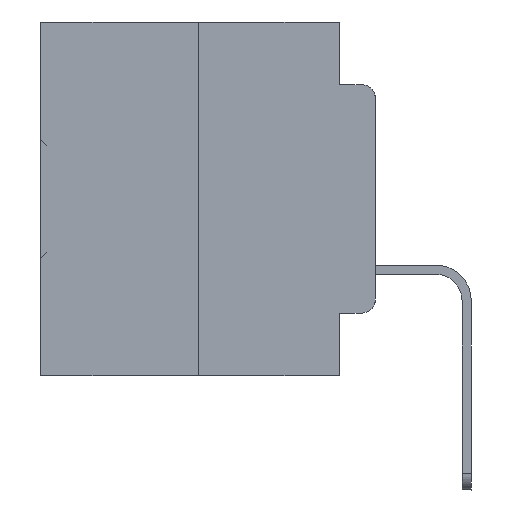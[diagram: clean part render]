
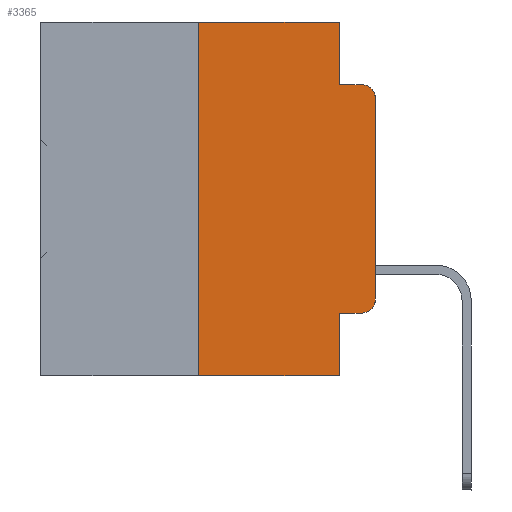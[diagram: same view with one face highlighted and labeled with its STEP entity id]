
A CAD part, left-side view. The second image highlights one B-rep face of the part: STEP entity #3365.
In plain terms, the highlighted planar face has unit normal (-1, 0, 0).
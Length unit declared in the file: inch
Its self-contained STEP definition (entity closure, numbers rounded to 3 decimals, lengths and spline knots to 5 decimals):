
#135 = CARTESIAN_POINT ( 'NONE',  ( 0., 0.02, -0.3915 ) ) ;
#416 = CARTESIAN_POINT ( 'NONE',  ( 0., 0.02, -0.0885 ) ) ;
#684 = VECTOR ( 'NONE', #31699, 39.37008 ) ;
#1219 = LINE ( 'NONE', #22903, #35425 ) ;
#1268 = DIRECTION ( 'NONE',  ( -1., 0., 0. ) ) ;
#1694 = CARTESIAN_POINT ( 'NONE',  ( 0., 0.25, -0.5 ) ) ;
#2933 = CARTESIAN_POINT ( 'NONE',  ( 0., 0., -0.1085 ) ) ;
#3157 = DIRECTION ( 'NONE',  ( 0., 0., -1. ) ) ;
#3365 = ADVANCED_FACE ( 'NONE', ( #19575 ), #33600, .F. ) ;
#3420 = VERTEX_POINT ( 'NONE', #14851 ) ;
#3804 = DIRECTION ( 'NONE',  ( 0., 0., -1. ) ) ;
#4074 = LINE ( 'NONE', #20642, #25667 ) ;
#5119 = VERTEX_POINT ( 'NONE', #32775 ) ;
#5636 = ORIENTED_EDGE ( 'NONE', *, *, #9417, .F. ) ;
#5863 = VERTEX_POINT ( 'NONE', #1694 ) ;
#6327 = EDGE_CURVE ( 'NONE', #5863, #29278, #24274, .T. ) ;
#6997 = VERTEX_POINT ( 'NONE', #15816 ) ;
#7260 = AXIS2_PLACEMENT_3D ( 'NONE', #11615, #36378, #28194 ) ;
#7617 = CARTESIAN_POINT ( 'NONE',  ( 0., 0.473, 0. ) ) ;
#8071 = ORIENTED_EDGE ( 'NONE', *, *, #31368, .F. ) ;
#8709 = DIRECTION ( 'NONE',  ( -1., 0., 0. ) ) ;
#8728 = CARTESIAN_POINT ( 'NONE',  ( 0., 0.473, -0.5 ) ) ;
#9417 = EDGE_CURVE ( 'NONE', #6997, #29278, #32521, .T. ) ;
#10316 = DIRECTION ( 'NONE',  ( 0., 0., 1. ) ) ;
#10801 = CARTESIAN_POINT ( 'NONE',  ( 0., 0.051, -0.0885 ) ) ;
#11583 = DIRECTION ( 'NONE',  ( 0., -1., 0. ) ) ;
#11598 = DIRECTION ( 'NONE',  ( 0., -1., 0. ) ) ;
#11615 = CARTESIAN_POINT ( 'NONE',  ( 0., 0.473, 0. ) ) ;
#13195 = VECTOR ( 'NONE', #35068, 39.37008 ) ;
#13503 = CIRCLE ( 'NONE', #32821, 0.02 ) ;
#14851 = CARTESIAN_POINT ( 'NONE',  ( 0., 0.25, 0. ) ) ;
#14990 = EDGE_CURVE ( 'NONE', #5863, #3420, #17013, .T. ) ;
#15201 = VERTEX_POINT ( 'NONE', #10801 ) ;
#15721 = CARTESIAN_POINT ( 'NONE',  ( 0., 0.02, -0.1085 ) ) ;
#15816 = CARTESIAN_POINT ( 'NONE',  ( 0., 0.051, -0.4115 ) ) ;
#17013 = LINE ( 'NONE', #21631, #22435 ) ;
#17137 = VECTOR ( 'NONE', #34102, 39.37008 ) ;
#17305 = ORIENTED_EDGE ( 'NONE', *, *, #18676, .F. ) ;
#17544 = EDGE_CURVE ( 'NONE', #25567, #20630, #26928, .T. ) ;
#18676 = EDGE_CURVE ( 'NONE', #15201, #35756, #1219, .T. ) ;
#19231 = ORIENTED_EDGE ( 'NONE', *, *, #14990, .F. ) ;
#19274 = DIRECTION ( 'NONE',  ( 0., -1., 0. ) ) ;
#19575 = FACE_OUTER_BOUND ( 'NONE', #21789, .T. ) ;
#20630 = VERTEX_POINT ( 'NONE', #21012 ) ;
#20642 = CARTESIAN_POINT ( 'NONE',  ( 0., 0.051, 0. ) ) ;
#20663 = LINE ( 'NONE', #7617, #29634 ) ;
#21012 = CARTESIAN_POINT ( 'NONE',  ( 0., 0., -0.3915 ) ) ;
#21631 = CARTESIAN_POINT ( 'NONE',  ( 0., 0.25, 0. ) ) ;
#21789 = EDGE_LOOP ( 'NONE', ( #36483, #35123, #17305, #8071, #29967, #19231, #37043, #5636, #34833, #28353 ) ) ;
#21822 = LINE ( 'NONE', #26426, #684 ) ;
#22435 = VECTOR ( 'NONE', #10316, 39.37008 ) ;
#22551 = CARTESIAN_POINT ( 'NONE',  ( 0., 0.02, -0.4115 ) ) ;
#22903 = CARTESIAN_POINT ( 'NONE',  ( 0., 0.051, -0.0885 ) ) ;
#23412 = LINE ( 'NONE', #25068, #17137 ) ;
#24274 = LINE ( 'NONE', #8728, #26080 ) ;
#25068 = CARTESIAN_POINT ( 'NONE',  ( 0., 0.051, -0.4115 ) ) ;
#25567 = VERTEX_POINT ( 'NONE', #22551 ) ;
#25667 = VECTOR ( 'NONE', #3804, 39.37008 ) ;
#25712 = VERTEX_POINT ( 'NONE', #2933 ) ;
#26080 = VECTOR ( 'NONE', #11598, 39.37008 ) ;
#26426 = CARTESIAN_POINT ( 'NONE',  ( 0., 0., 0. ) ) ;
#26928 = CIRCLE ( 'NONE', #31291, 0.02 ) ;
#27401 = DIRECTION ( 'NONE',  ( 0., 0., -1. ) ) ;
#28194 = DIRECTION ( 'NONE',  ( 0., 0., -1. ) ) ;
#28353 = ORIENTED_EDGE ( 'NONE', *, *, #17544, .T. ) ;
#29278 = VERTEX_POINT ( 'NONE', #32473 ) ;
#29515 = CARTESIAN_POINT ( 'NONE',  ( 0., 0.051, 0. ) ) ;
#29634 = VECTOR ( 'NONE', #19274, 39.37008 ) ;
#29829 = EDGE_CURVE ( 'NONE', #20630, #25712, #21822, .T. ) ;
#29967 = ORIENTED_EDGE ( 'NONE', *, *, #36779, .F. ) ;
#31096 = EDGE_CURVE ( 'NONE', #6997, #25567, #23412, .T. ) ;
#31291 = AXIS2_PLACEMENT_3D ( 'NONE', #135, #8709, #3157 ) ;
#31368 = EDGE_CURVE ( 'NONE', #5119, #15201, #4074, .T. ) ;
#31423 = EDGE_CURVE ( 'NONE', #25712, #35756, #13503, .T. ) ;
#31699 = DIRECTION ( 'NONE',  ( 0., 0., 1. ) ) ;
#32473 = CARTESIAN_POINT ( 'NONE',  ( 0., 0.051, -0.5 ) ) ;
#32521 = LINE ( 'NONE', #29515, #13195 ) ;
#32775 = CARTESIAN_POINT ( 'NONE',  ( 0., 0.051, 0. ) ) ;
#32821 = AXIS2_PLACEMENT_3D ( 'NONE', #15721, #1268, #27401 ) ;
#33600 = PLANE ( 'NONE',  #7260 ) ;
#34102 = DIRECTION ( 'NONE',  ( 0., -1., 0. ) ) ;
#34833 = ORIENTED_EDGE ( 'NONE', *, *, #31096, .T. ) ;
#35068 = DIRECTION ( 'NONE',  ( 0., 0., -1. ) ) ;
#35123 = ORIENTED_EDGE ( 'NONE', *, *, #31423, .T. ) ;
#35425 = VECTOR ( 'NONE', #11583, 39.37008 ) ;
#35756 = VERTEX_POINT ( 'NONE', #416 ) ;
#36378 = DIRECTION ( 'NONE',  ( 1., 0., 0. ) ) ;
#36483 = ORIENTED_EDGE ( 'NONE', *, *, #29829, .T. ) ;
#36779 = EDGE_CURVE ( 'NONE', #3420, #5119, #20663, .T. ) ;
#37043 = ORIENTED_EDGE ( 'NONE', *, *, #6327, .T. ) ;
